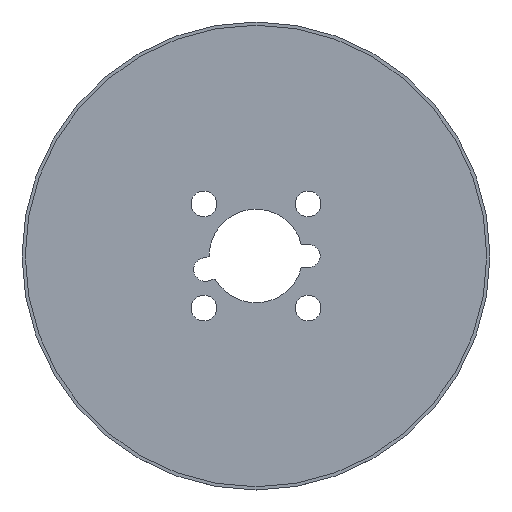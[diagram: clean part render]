
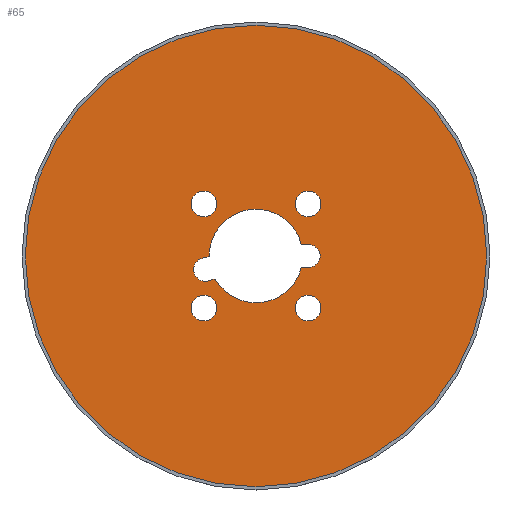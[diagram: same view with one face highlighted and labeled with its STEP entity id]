
A CAD part, top view. The second image highlights one B-rep face of the part: STEP entity #65.
In plain terms, the highlighted planar face has unit normal (0, 0, 1).
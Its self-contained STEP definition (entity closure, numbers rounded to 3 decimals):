
#65=ADVANCED_FACE('',(#133,#134,#135,#136,#137,#138),#88,.F.);
#88=PLANE('',#442);
#99=LINE('',#636,#115);
#100=LINE('',#641,#116);
#101=LINE('',#645,#117);
#102=LINE('',#649,#118);
#115=VECTOR('',#514,1.);
#116=VECTOR('',#517,1.);
#117=VECTOR('',#520,1.);
#118=VECTOR('',#523,1.);
#133=FACE_BOUND('',#171,.T.);
#134=FACE_BOUND('',#172,.T.);
#135=FACE_BOUND('',#173,.T.);
#136=FACE_BOUND('',#174,.T.);
#137=FACE_BOUND('',#175,.T.);
#138=FACE_BOUND('',#176,.T.);
#171=EDGE_LOOP('',(#224));
#172=EDGE_LOOP('',(#225));
#173=EDGE_LOOP('',(#226));
#174=EDGE_LOOP('',(#227));
#175=EDGE_LOOP('',(#228));
#176=EDGE_LOOP('',(#229,#230,#231,#232,#233,#234,#235,#236));
#224=ORIENTED_EDGE('',*,*,#342,.T.);
#225=ORIENTED_EDGE('',*,*,#343,.T.);
#226=ORIENTED_EDGE('',*,*,#344,.T.);
#227=ORIENTED_EDGE('',*,*,#345,.T.);
#228=ORIENTED_EDGE('',*,*,#346,.F.);
#229=ORIENTED_EDGE('',*,*,#347,.F.);
#230=ORIENTED_EDGE('',*,*,#348,.T.);
#231=ORIENTED_EDGE('',*,*,#349,.F.);
#232=ORIENTED_EDGE('',*,*,#350,.T.);
#233=ORIENTED_EDGE('',*,*,#351,.T.);
#234=ORIENTED_EDGE('',*,*,#352,.T.);
#235=ORIENTED_EDGE('',*,*,#353,.F.);
#236=ORIENTED_EDGE('',*,*,#354,.T.);
#308=VERTEX_POINT('',#627);
#309=VERTEX_POINT('',#629);
#310=VERTEX_POINT('',#631);
#311=VERTEX_POINT('',#633);
#312=VERTEX_POINT('',#635);
#313=VERTEX_POINT('',#637);
#314=VERTEX_POINT('',#638);
#315=VERTEX_POINT('',#640);
#316=VERTEX_POINT('',#642);
#317=VERTEX_POINT('',#644);
#318=VERTEX_POINT('',#646);
#319=VERTEX_POINT('',#648);
#320=VERTEX_POINT('',#650);
#342=EDGE_CURVE('',#308,#308,#380,.T.);
#343=EDGE_CURVE('',#309,#309,#381,.T.);
#344=EDGE_CURVE('',#310,#310,#382,.T.);
#345=EDGE_CURVE('',#311,#311,#383,.T.);
#346=EDGE_CURVE('',#312,#312,#384,.T.);
#347=EDGE_CURVE('',#313,#314,#99,.T.);
#348=EDGE_CURVE('',#313,#315,#385,.T.);
#349=EDGE_CURVE('',#316,#315,#100,.T.);
#350=EDGE_CURVE('',#316,#317,#386,.T.);
#351=EDGE_CURVE('',#317,#318,#101,.T.);
#352=EDGE_CURVE('',#318,#319,#387,.T.);
#353=EDGE_CURVE('',#320,#319,#102,.T.);
#354=EDGE_CURVE('',#320,#314,#388,.T.);
#380=CIRCLE('',#433,5.5);
#381=CIRCLE('',#434,5.5);
#382=CIRCLE('',#435,5.5);
#383=CIRCLE('',#436,5.5);
#384=CIRCLE('',#437,99.4);
#385=CIRCLE('',#438,5.);
#386=CIRCLE('',#439,20.004);
#387=CIRCLE('',#440,5.);
#388=CIRCLE('',#441,20.004);
#433=AXIS2_PLACEMENT_3D('',#626,#504,#505);
#434=AXIS2_PLACEMENT_3D('',#628,#506,#507);
#435=AXIS2_PLACEMENT_3D('',#630,#508,#509);
#436=AXIS2_PLACEMENT_3D('',#632,#510,#511);
#437=AXIS2_PLACEMENT_3D('',#634,#512,#513);
#438=AXIS2_PLACEMENT_3D('',#639,#515,#516);
#439=AXIS2_PLACEMENT_3D('',#643,#518,#519);
#440=AXIS2_PLACEMENT_3D('',#647,#521,#522);
#441=AXIS2_PLACEMENT_3D('',#651,#524,#525);
#442=AXIS2_PLACEMENT_3D('',#652,#526,#527);
#504=DIRECTION('',(0.,0.,-1.));
#505=DIRECTION('',(0.,-1.,0.));
#506=DIRECTION('',(0.,0.,-1.));
#507=DIRECTION('',(0.,-1.,0.));
#508=DIRECTION('',(0.,0.,-1.));
#509=DIRECTION('',(0.,-1.,0.));
#510=DIRECTION('',(0.,0.,-1.));
#511=DIRECTION('',(0.,-1.,0.));
#512=DIRECTION('',(0.,0.,-1.));
#513=DIRECTION('',(0.,-1.,0.));
#514=DIRECTION('',(-1.,0.,0.));
#515=DIRECTION('',(0.,0.,-1.));
#516=DIRECTION('',(0.,-1.,0.));
#517=DIRECTION('',(1.,0.,0.));
#518=DIRECTION('',(0.,0.,-1.));
#519=DIRECTION('',(0.,-1.,0.));
#520=DIRECTION('',(-0.966,-0.259,0.));
#521=DIRECTION('',(0.,0.,-1.));
#522=DIRECTION('',(0.,-1.,0.));
#523=DIRECTION('',(-0.966,-0.259,0.));
#524=DIRECTION('',(0.,0.,-1.));
#525=DIRECTION('',(0.,-1.,0.));
#526=DIRECTION('',(0.,0.,-1.));
#527=DIRECTION('',(0.,-1.,0.));
#626=CARTESIAN_POINT('',(22.274,22.274,0.));
#627=CARTESIAN_POINT('',(22.274,16.774,0.));
#628=CARTESIAN_POINT('',(-22.274,22.274,0.));
#629=CARTESIAN_POINT('',(-22.274,16.774,0.));
#630=CARTESIAN_POINT('',(-22.274,-22.274,0.));
#631=CARTESIAN_POINT('',(-22.274,-27.774,0.));
#632=CARTESIAN_POINT('',(22.274,-22.274,0.));
#633=CARTESIAN_POINT('',(22.274,-27.774,0.));
#634=CARTESIAN_POINT('',(0.,0.,0.));
#635=CARTESIAN_POINT('',(-99.4,0.,0.));
#636=CARTESIAN_POINT('',(0.,5.,0.));
#637=CARTESIAN_POINT('',(22.396,5.,0.));
#638=CARTESIAN_POINT('',(19.369,5.,0.));
#639=CARTESIAN_POINT('',(22.396,0.,0.));
#640=CARTESIAN_POINT('',(22.396,-5.,0.));
#641=CARTESIAN_POINT('',(0.,-5.,0.));
#642=CARTESIAN_POINT('',(19.369,-5.,0.));
#643=CARTESIAN_POINT('',(0.,0.,0.));
#644=CARTESIAN_POINT('',(-17.415,-9.843,0.));
#645=CARTESIAN_POINT('',(1.294,-4.83,0.));
#646=CARTESIAN_POINT('',(-20.339,-10.626,0.));
#647=CARTESIAN_POINT('',(-21.633,-5.797,0.));
#648=CARTESIAN_POINT('',(-22.927,-0.967,0.));
#649=CARTESIAN_POINT('',(-1.294,4.83,0.));
#650=CARTESIAN_POINT('',(-20.003,-0.183,0.));
#651=CARTESIAN_POINT('',(0.,0.,0.));
#652=CARTESIAN_POINT('',(0.,0.,0.));
